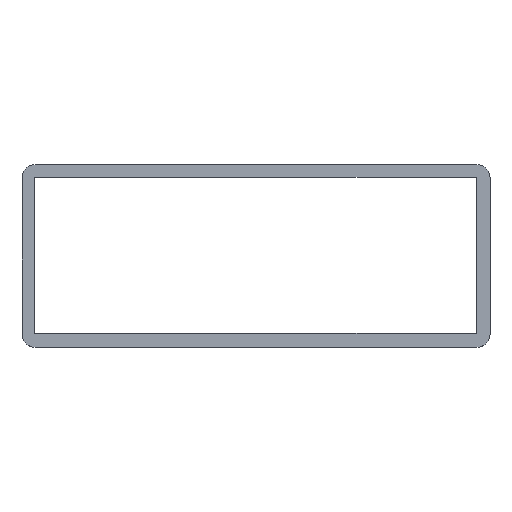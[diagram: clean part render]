
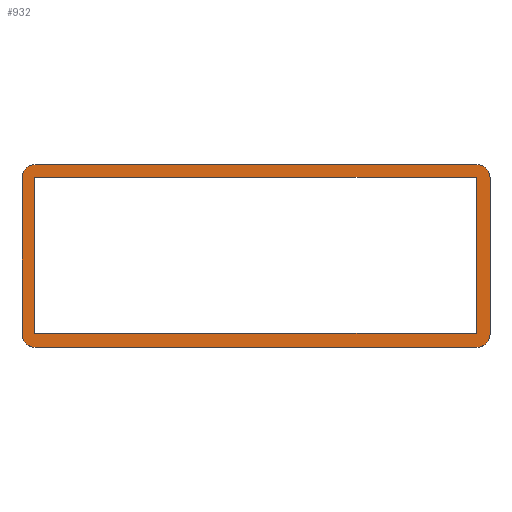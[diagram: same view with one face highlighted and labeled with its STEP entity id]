
A CAD part, top view. The second image highlights one B-rep face of the part: STEP entity #932.
In plain terms, the highlighted planar face has unit normal (0, 0, 1).
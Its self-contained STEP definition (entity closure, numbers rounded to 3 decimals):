
#32=FACE_BOUND('',#154,.T.);
#45=CIRCLE('',#1009,10.);
#46=CIRCLE('',#1012,10.);
#47=CIRCLE('',#1013,10.);
#48=CIRCLE('',#1014,10.);
#92=FACE_OUTER_BOUND('',#153,.T.);
#153=EDGE_LOOP('',(#801,#802,#803,#804,#805,#806,#807,#808));
#154=EDGE_LOOP('',(#809,#810,#811,#812));
#176=LINE('',#1302,#286);
#189=LINE('',#1328,#299);
#261=LINE('',#1505,#371);
#263=LINE('',#1509,#373);
#264=LINE('',#1513,#374);
#265=LINE('',#1517,#375);
#266=LINE('',#1519,#376);
#267=LINE('',#1520,#377);
#286=VECTOR('',#1046,10.);
#299=VECTOR('',#1067,10.);
#371=VECTOR('',#1235,10.);
#373=VECTOR('',#1239,10.);
#374=VECTOR('',#1242,10.);
#375=VECTOR('',#1245,10.);
#376=VECTOR('',#1248,10.);
#377=VECTOR('',#1249,10.);
#394=VERTEX_POINT('',#1299);
#395=VERTEX_POINT('',#1301);
#403=VERTEX_POINT('',#1325);
#404=VERTEX_POINT('',#1327);
#459=VERTEX_POINT('',#1498);
#460=VERTEX_POINT('',#1499);
#461=VERTEX_POINT('',#1504);
#462=VERTEX_POINT('',#1508);
#463=VERTEX_POINT('',#1510);
#464=VERTEX_POINT('',#1512);
#465=VERTEX_POINT('',#1514);
#466=VERTEX_POINT('',#1516);
#480=EDGE_CURVE('',#395,#394,#176,.T.);
#493=EDGE_CURVE('',#404,#403,#189,.T.);
#575=EDGE_CURVE('',#459,#460,#45,.T.);
#578=EDGE_CURVE('',#461,#460,#261,.T.);
#580=EDGE_CURVE('',#459,#462,#263,.T.);
#581=EDGE_CURVE('',#463,#462,#46,.T.);
#582=EDGE_CURVE('',#463,#464,#264,.T.);
#583=EDGE_CURVE('',#465,#464,#47,.T.);
#584=EDGE_CURVE('',#465,#466,#265,.T.);
#585=EDGE_CURVE('',#461,#466,#48,.T.);
#586=EDGE_CURVE('',#394,#404,#266,.T.);
#587=EDGE_CURVE('',#403,#395,#267,.T.);
#801=ORIENTED_EDGE('',*,*,#575,.F.);
#802=ORIENTED_EDGE('',*,*,#580,.T.);
#803=ORIENTED_EDGE('',*,*,#581,.F.);
#804=ORIENTED_EDGE('',*,*,#582,.T.);
#805=ORIENTED_EDGE('',*,*,#583,.F.);
#806=ORIENTED_EDGE('',*,*,#584,.T.);
#807=ORIENTED_EDGE('',*,*,#585,.F.);
#808=ORIENTED_EDGE('',*,*,#578,.T.);
#809=ORIENTED_EDGE('',*,*,#586,.T.);
#810=ORIENTED_EDGE('',*,*,#493,.T.);
#811=ORIENTED_EDGE('',*,*,#587,.T.);
#812=ORIENTED_EDGE('',*,*,#480,.T.);
#883=PLANE('',#1011);
#932=ADVANCED_FACE('',(#92,#32),#883,.T.);
#1009=AXIS2_PLACEMENT_3D('',#1500,#1229,#1230);
#1011=AXIS2_PLACEMENT_3D('',#1507,#1237,#1238);
#1012=AXIS2_PLACEMENT_3D('',#1511,#1240,#1241);
#1013=AXIS2_PLACEMENT_3D('',#1515,#1243,#1244);
#1014=AXIS2_PLACEMENT_3D('',#1518,#1246,#1247);
#1046=DIRECTION('',(0.,1.,0.));
#1067=DIRECTION('',(0.,-1.,0.));
#1229=DIRECTION('center_axis',(0.,0.,-1.));
#1230=DIRECTION('ref_axis',(-0.707,0.707,0.));
#1235=DIRECTION('',(-1.,0.,0.));
#1237=DIRECTION('center_axis',(0.,0.,1.));
#1238=DIRECTION('ref_axis',(1.,0.,0.));
#1239=DIRECTION('',(0.,-1.,0.));
#1240=DIRECTION('center_axis',(0.,0.,-1.));
#1241=DIRECTION('ref_axis',(-0.707,-0.707,0.));
#1242=DIRECTION('',(1.,0.,0.));
#1243=DIRECTION('center_axis',(0.,0.,-1.));
#1244=DIRECTION('ref_axis',(0.707,-0.707,0.));
#1245=DIRECTION('',(0.,1.,0.));
#1246=DIRECTION('center_axis',(0.,0.,-1.));
#1247=DIRECTION('ref_axis',(0.707,0.707,0.));
#1248=DIRECTION('',(1.,0.,0.));
#1249=DIRECTION('',(-1.,0.,0.));
#1299=CARTESIAN_POINT('',(76.508,171.07,5.5));
#1301=CARTESIAN_POINT('',(76.508,52.,5.5));
#1302=CARTESIAN_POINT('',(76.508,52.,5.5));
#1325=CARTESIAN_POINT('',(413.,52.,5.5));
#1327=CARTESIAN_POINT('',(413.,171.07,5.5));
#1328=CARTESIAN_POINT('',(413.,171.07,5.5));
#1498=CARTESIAN_POINT('',(67.036,170.534,5.5));
#1499=CARTESIAN_POINT('',(77.036,180.534,5.5));
#1500=CARTESIAN_POINT('Origin',(77.036,170.534,5.5));
#1504=CARTESIAN_POINT('',(413.505,180.534,5.5));
#1505=CARTESIAN_POINT('',(67.036,180.534,5.5));
#1507=CARTESIAN_POINT('Origin',(245.27,111.015,5.5));
#1508=CARTESIAN_POINT('',(67.036,51.496,5.5));
#1509=CARTESIAN_POINT('',(67.036,41.496,5.5));
#1510=CARTESIAN_POINT('',(77.036,41.496,5.5));
#1511=CARTESIAN_POINT('Origin',(77.036,51.496,5.5));
#1512=CARTESIAN_POINT('',(413.505,41.496,5.5));
#1513=CARTESIAN_POINT('',(423.505,41.496,5.5));
#1514=CARTESIAN_POINT('',(423.505,51.496,5.5));
#1515=CARTESIAN_POINT('Origin',(413.505,51.496,5.5));
#1516=CARTESIAN_POINT('',(423.505,170.534,5.5));
#1517=CARTESIAN_POINT('',(423.505,180.534,5.5));
#1518=CARTESIAN_POINT('Origin',(413.505,170.534,5.5));
#1519=CARTESIAN_POINT('',(76.508,171.07,5.5));
#1520=CARTESIAN_POINT('',(413.,52.,5.5));
